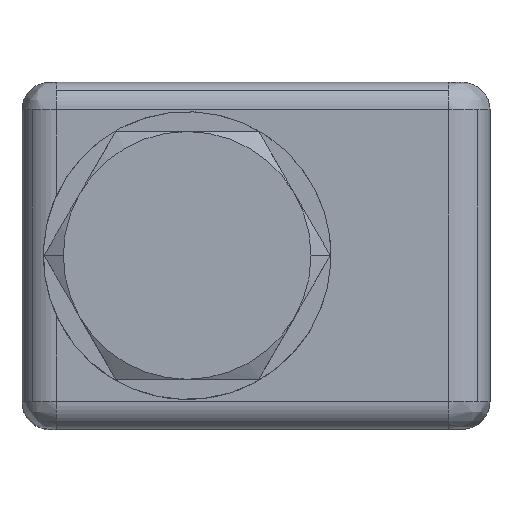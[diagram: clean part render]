
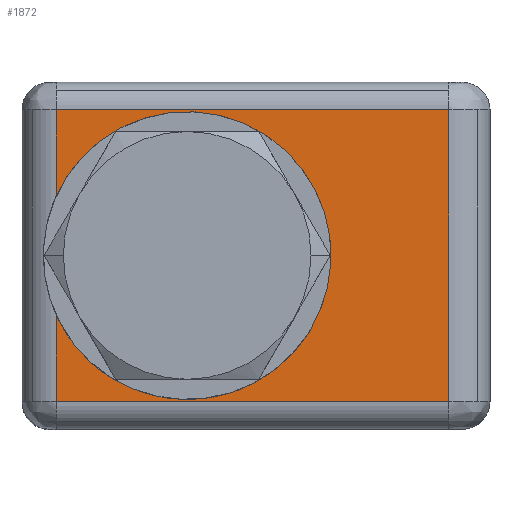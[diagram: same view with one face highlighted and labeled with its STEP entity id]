
A CAD part, top view. The second image highlights one B-rep face of the part: STEP entity #1872.
In plain terms, the highlighted planar face has unit normal (0, 0, 1).
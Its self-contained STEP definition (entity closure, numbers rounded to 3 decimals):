
#5 = AXIS2_PLACEMENT_3D ( 'NONE', #1668, #1206, #307 ) ;
#6 = EDGE_CURVE ( 'NONE', #1699, #1536, #191, .T. ) ;
#10 = LINE ( 'NONE', #189, #166 ) ;
#39 = ORIENTED_EDGE ( 'NONE', *, *, #1585, .F. ) ;
#47 = ORIENTED_EDGE ( 'NONE', *, *, #6, .F. ) ;
#68 = VECTOR ( 'NONE', #491, 1000. ) ;
#76 = ORIENTED_EDGE ( 'NONE', *, *, #633, .F. ) ;
#135 = CARTESIAN_POINT ( 'NONE',  ( 0., 0., 0. ) ) ;
#148 = EDGE_LOOP ( 'NONE', ( #1052, #1600, #76, #39, #292, #1507, #47 ) ) ;
#166 = VECTOR ( 'NONE', #646, 1000. ) ;
#189 = CARTESIAN_POINT ( 'NONE',  ( -3.23, -10.6, 0. ) ) ;
#190 = VECTOR ( 'NONE', #1205, 1000. ) ;
#191 = LINE ( 'NONE', #1431, #68 ) ;
#211 = EDGE_CURVE ( 'NONE', #1536, #1812, #286, .T. ) ;
#259 = AXIS2_PLACEMENT_3D ( 'NONE', #135, #1384, #1561 ) ;
#286 = LINE ( 'NONE', #919, #343 ) ;
#292 = ORIENTED_EDGE ( 'NONE', *, *, #954, .F. ) ;
#307 = DIRECTION ( 'NONE',  ( 1., 0., 0. ) ) ;
#343 = VECTOR ( 'NONE', #470, 1000. ) ;
#415 = VERTEX_POINT ( 'NONE', #1284 ) ;
#426 = CARTESIAN_POINT ( 'NONE',  ( -9.5, 10.6, 0. ) ) ;
#463 = VERTEX_POINT ( 'NONE', #1489 ) ;
#470 = DIRECTION ( 'NONE',  ( 1., 0., 0. ) ) ;
#491 = DIRECTION ( 'NONE',  ( 0., 1., 0. ) ) ;
#633 = EDGE_CURVE ( 'NONE', #415, #1991, #1050, .T. ) ;
#646 = DIRECTION ( 'NONE',  ( -1., 0., 0. ) ) ;
#693 = DIRECTION ( 'NONE',  ( 0., -1., 0. ) ) ;
#779 = DIRECTION ( 'NONE',  ( 0.976, -0.218, 0. ) ) ;
#807 = EDGE_CURVE ( 'NONE', #1699, #1633, #1553, .T. ) ;
#830 = DIRECTION ( 'NONE',  ( 0., 0., -1. ) ) ;
#919 = CARTESIAN_POINT ( 'NONE',  ( -3.23, 10.6, 0. ) ) ;
#949 = CARTESIAN_POINT ( 'NONE',  ( 10.199, -2.279, 0. ) ) ;
#954 = EDGE_CURVE ( 'NONE', #1812, #463, #1468, .T. ) ;
#1038 = CARTESIAN_POINT ( 'NONE',  ( 19., 10.6, 0. ) ) ;
#1046 = CIRCLE ( 'NONE', #259, 10.45 ) ;
#1050 = LINE ( 'NONE', #1524, #190 ) ;
#1052 = ORIENTED_EDGE ( 'NONE', *, *, #807, .T. ) ;
#1075 = PLANE ( 'NONE',  #5 ) ;
#1105 = AXIS2_PLACEMENT_3D ( 'NONE', #1769, #830, #779 ) ;
#1205 = DIRECTION ( 'NONE',  ( 0., 1., 0. ) ) ;
#1206 = DIRECTION ( 'NONE',  ( 0., 0., 1. ) ) ;
#1284 = CARTESIAN_POINT ( 'NONE',  ( -9.5, -10.6, 0. ) ) ;
#1352 = VECTOR ( 'NONE', #693, 1000. ) ;
#1384 = DIRECTION ( 'NONE',  ( 0., 0., -1. ) ) ;
#1431 = CARTESIAN_POINT ( 'NONE',  ( -9.5, 0., 0. ) ) ;
#1468 = LINE ( 'NONE', #1476, #1352 ) ;
#1476 = CARTESIAN_POINT ( 'NONE',  ( 19., 0., 0. ) ) ;
#1489 = CARTESIAN_POINT ( 'NONE',  ( 19., -10.6, 0. ) ) ;
#1507 = ORIENTED_EDGE ( 'NONE', *, *, #211, .F. ) ;
#1510 = EDGE_CURVE ( 'NONE', #1633, #1991, #1046, .T. ) ;
#1514 = FACE_OUTER_BOUND ( 'NONE', #148, .T. ) ;
#1524 = CARTESIAN_POINT ( 'NONE',  ( -9.5, 0., 0. ) ) ;
#1536 = VERTEX_POINT ( 'NONE', #426 ) ;
#1553 = CIRCLE ( 'NONE', #1105, 10.45 ) ;
#1561 = DIRECTION ( 'NONE',  ( 0.976, -0.218, 0. ) ) ;
#1585 = EDGE_CURVE ( 'NONE', #463, #415, #10, .T. ) ;
#1600 = ORIENTED_EDGE ( 'NONE', *, *, #1510, .T. ) ;
#1633 = VERTEX_POINT ( 'NONE', #949 ) ;
#1668 = CARTESIAN_POINT ( 'NONE',  ( -12., 0., 0. ) ) ;
#1699 = VERTEX_POINT ( 'NONE', #1756 ) ;
#1756 = CARTESIAN_POINT ( 'NONE',  ( -9.5, 4.353, 0. ) ) ;
#1769 = CARTESIAN_POINT ( 'NONE',  ( 0., 0., 0. ) ) ;
#1812 = VERTEX_POINT ( 'NONE', #1038 ) ;
#1813 = CARTESIAN_POINT ( 'NONE',  ( -9.5, -4.353, 0. ) ) ;
#1872 = ADVANCED_FACE ( 'NONE', ( #1514 ), #1075, .T. ) ;
#1991 = VERTEX_POINT ( 'NONE', #1813 ) ;
